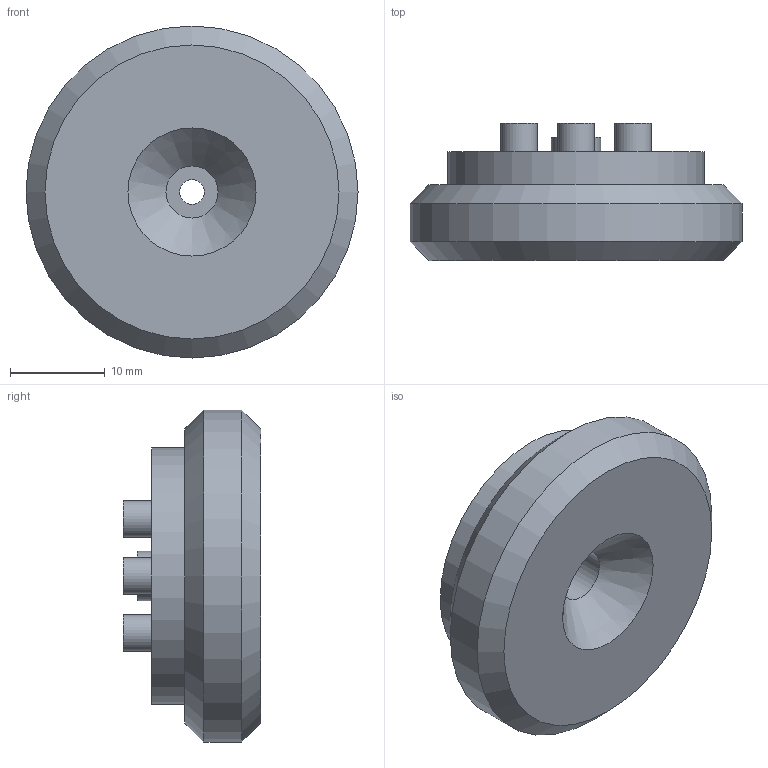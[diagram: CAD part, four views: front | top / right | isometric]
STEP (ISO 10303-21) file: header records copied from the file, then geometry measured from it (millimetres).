
FILE_DESCRIPTION(/* description */ (''),/* implementation_level */ '2;1');
FILE_NAME(/* name */ 'wide_wheel_hub_v2.step',/* time_stamp */ '2021-12-13T01:38:08+01:00',/* author */ (''),/* organization */ (''),/* preprocessor_version */ 'ST-DEVELOPER v18.1',/* originating_system */ 'Autodesk Translation Framework v10.10.0.1391',/* authorisation */ '');
FILE_SCHEMA (('AUTOMOTIVE_DESIGN { 1 0 10303 214 3 1 1 }'));
Length unit declared in the file: millimetre
Products named in the file (1): wide_wheel_hub v2 (2)
Bounding box: 35 x 14.5 x 35 mm (x, y, z)
Volume: 8985 mm3; surface area: 3175.8 mm2
Topology: 1 solids, 1 shells, 21 faces, 33 edges, 21 vertices
Faces by surface type: plane 9, cylinder 9, cone 3
Full cylindrical faces by diameter (mm): 2.6 x1, 3.9 x4, 5.2 x1, 5.5 x1, 27 x1, 35 x1
Entity records: 528 total; most frequent: DIRECTION 98, CARTESIAN_POINT 76, ORIENTED_EDGE 66, AXIS2_PLACEMENT_3D 43, EDGE_CURVE 33, EDGE_LOOP 30, FACE_OUTER_BOUND 21, CIRCLE 21
